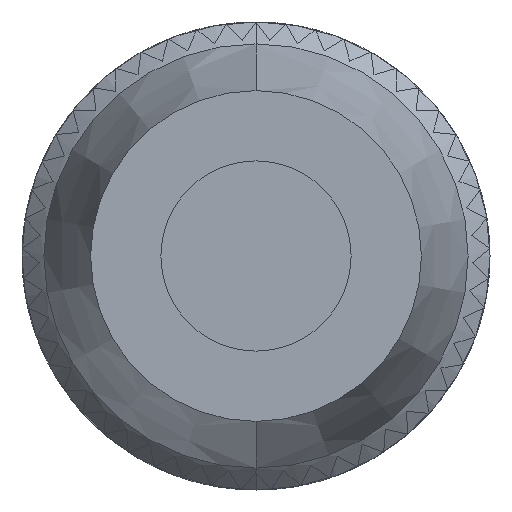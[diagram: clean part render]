
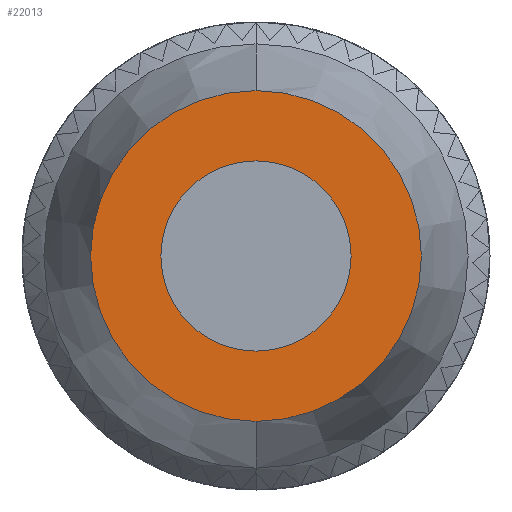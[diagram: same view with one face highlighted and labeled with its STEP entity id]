
A CAD part, front view. The second image highlights one B-rep face of the part: STEP entity #22013.
In plain terms, the highlighted planar face has unit normal (0, -1, 0).
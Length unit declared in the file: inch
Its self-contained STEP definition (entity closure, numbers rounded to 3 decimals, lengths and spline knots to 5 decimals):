
#70 = EDGE_LOOP ( 'NONE', ( #4031, #25374 ) ) ;
#932 = AXIS2_PLACEMENT_3D ( 'NONE', #9883, #25502, #12112 ) ;
#997 = CARTESIAN_POINT ( 'NONE',  ( 0., -51., -3.05 ) ) ;
#1179 = CARTESIAN_POINT ( 'NONE',  ( 0., -51., 0. ) ) ;
#1612 = CARTESIAN_POINT ( 'NONE',  ( 0., -51., 5.3 ) ) ;
#2851 = DIRECTION ( 'NONE',  ( 0., -1., 0. ) ) ;
#3429 = DIRECTION ( 'NONE',  ( 0., 0., -1. ) ) ;
#4031 = ORIENTED_EDGE ( 'NONE', *, *, #4872, .T. ) ;
#4872 = EDGE_CURVE ( 'NONE', #7190, #24050, #10968, .T. ) ;
#4997 = VERTEX_POINT ( 'NONE', #997 ) ;
#5345 = AXIS2_PLACEMENT_3D ( 'NONE', #16202, #2851, #18450 ) ;
#5354 = PLANE ( 'NONE',  #10546 ) ;
#7190 = VERTEX_POINT ( 'NONE', #1612 ) ;
#7622 = DIRECTION ( 'NONE',  ( 0., 1., 0. ) ) ;
#9864 = ORIENTED_EDGE ( 'NONE', *, *, #14022, .F. ) ;
#9883 = CARTESIAN_POINT ( 'NONE',  ( 0., -51., 0. ) ) ;
#10038 = AXIS2_PLACEMENT_3D ( 'NONE', #1179, #16762, #3429 ) ;
#10101 = EDGE_CURVE ( 'NONE', #27444, #4997, #28057, .T. ) ;
#10546 = AXIS2_PLACEMENT_3D ( 'NONE', #18728, #7622, #23225 ) ;
#10968 = CIRCLE ( 'NONE', #5345, 5.3 ) ;
#11382 = DIRECTION ( 'NONE',  ( 0., -1., 0. ) ) ;
#12112 = DIRECTION ( 'NONE',  ( 0., 0., -1. ) ) ;
#13015 = CIRCLE ( 'NONE', #14335, 3.05 ) ;
#13834 = CARTESIAN_POINT ( 'NONE',  ( 0., -51., -5.3 ) ) ;
#14022 = EDGE_CURVE ( 'NONE', #4997, #27444, #13015, .T. ) ;
#14335 = AXIS2_PLACEMENT_3D ( 'NONE', #24763, #11382, #27015 ) ;
#15521 = CIRCLE ( 'NONE', #932, 5.3 ) ;
#15810 = ORIENTED_EDGE ( 'NONE', *, *, #10101, .F. ) ;
#15870 = EDGE_CURVE ( 'NONE', #24050, #7190, #15521, .T. ) ;
#16008 = FACE_BOUND ( 'NONE', #21153, .T. ) ;
#16202 = CARTESIAN_POINT ( 'NONE',  ( 0., -51., 0. ) ) ;
#16762 = DIRECTION ( 'NONE',  ( 0., -1., 0. ) ) ;
#18450 = DIRECTION ( 'NONE',  ( 0., 0., -1. ) ) ;
#18728 = CARTESIAN_POINT ( 'NONE',  ( 0., -51., 0. ) ) ;
#21153 = EDGE_LOOP ( 'NONE', ( #9864, #15810 ) ) ;
#22013 = ADVANCED_FACE ( 'NONE', ( #16008, #27938 ), #5354, .F. ) ;
#23225 = DIRECTION ( 'NONE',  ( 0., 0., 1. ) ) ;
#24050 = VERTEX_POINT ( 'NONE', #13834 ) ;
#24535 = CARTESIAN_POINT ( 'NONE',  ( 0., -51., 3.05 ) ) ;
#24763 = CARTESIAN_POINT ( 'NONE',  ( 0., -51., 0. ) ) ;
#25374 = ORIENTED_EDGE ( 'NONE', *, *, #15870, .T. ) ;
#25502 = DIRECTION ( 'NONE',  ( 0., -1., 0. ) ) ;
#27015 = DIRECTION ( 'NONE',  ( 0., 0., -1. ) ) ;
#27444 = VERTEX_POINT ( 'NONE', #24535 ) ;
#27938 = FACE_OUTER_BOUND ( 'NONE', #70, .T. ) ;
#28057 = CIRCLE ( 'NONE', #10038, 3.05 ) ;
